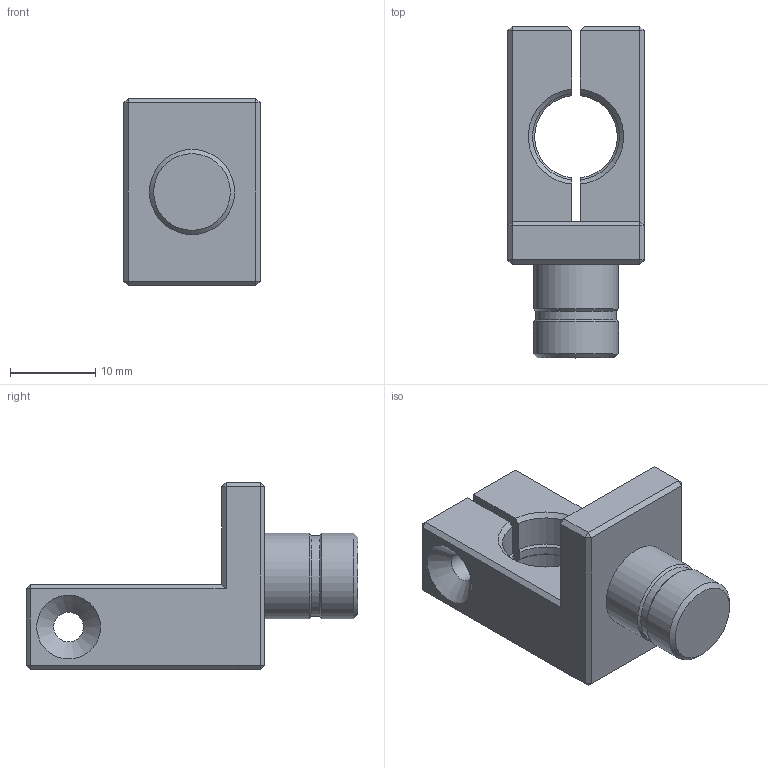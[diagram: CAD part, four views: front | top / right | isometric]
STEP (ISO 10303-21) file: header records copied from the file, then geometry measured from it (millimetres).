
FILE_DESCRIPTION(('Open CASCADE Model'),'2;1');
FILE_NAME('Open CASCADE Shape Model','2025-07-03T01:14:07',('Author'),( 'Open CASCADE'),'Open CASCADE STEP processor 7.7','Open CASCADE 7.7' ,'Unknown');
FILE_SCHEMA(('AUTOMOTIVE_DESIGN { 1 0 10303 214 1 1 1 1 }'));
Length unit declared in the file: millimetre
Products named in the file (1): Open CASCADE STEP translator 7.7 238
Bounding box: 16 x 39 x 22 mm (x, y, z)
Volume: 5096.6 mm3; surface area: 3060.9 mm2
Topology: 1 solids, 2 shells, 80 faces, 172 edges, 97 vertices
Faces by surface type: plane 55, cone 13, cylinder 12
Full cylindrical faces by diameter (mm): 2.5 x1, 3.5 x2, 9.5 x1, 10 x2
Entity records: 4408 total; most frequent: CARTESIAN_POINT 792, DIRECTION 706, LINE 425, VECTOR 425, ORIENTED_EDGE 344, PCURVE 344, DEFINITIONAL_REPRESENTATION 344, EDGE_CURVE 172
